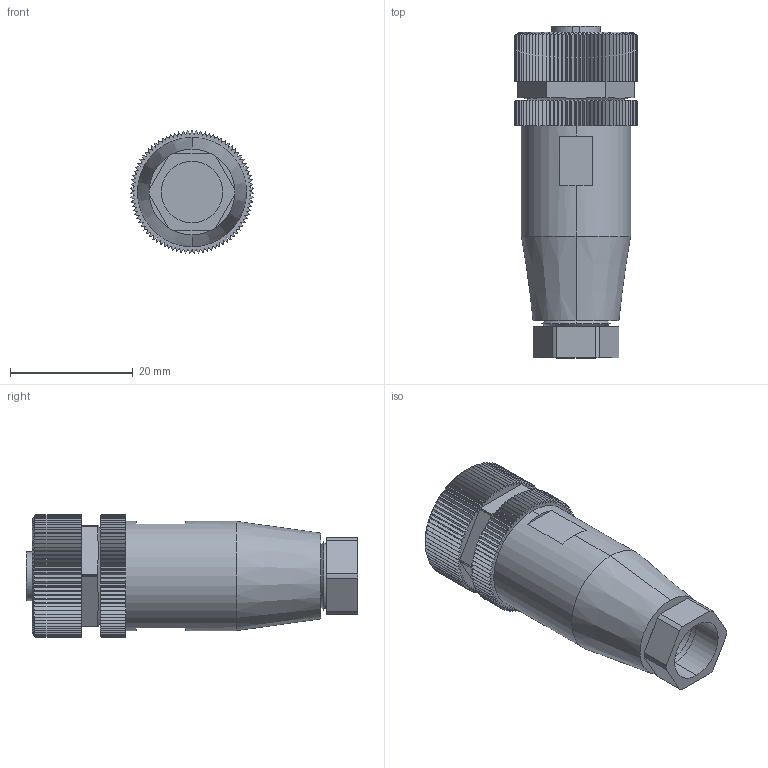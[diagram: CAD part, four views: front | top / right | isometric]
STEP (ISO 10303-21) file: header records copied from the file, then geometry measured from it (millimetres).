
FILE_DESCRIPTION (( 'STEP AP214' ), '1' );
FILE_NAME ('7000-12961-0000000.step', '2016-05-09T18:48:48', ( '' ), ( '' ), 'SwSTEP 2.0', 'SolidWorks 2015', '' );
FILE_SCHEMA (( 'AUTOMOTIVE_DESIGN' ));
Length unit declared in the file: millimetre
Products named in the file (1): 7000-12961-0000000
Bounding box: 20 x 54 x 19.99 mm (x, y, z)
Volume: 10915.3 mm3; surface area: 5765.8 mm2
Topology: 1 solids, 1 shells, 797 faces, 2340 edges, 1558 vertices
Faces by surface type: plane 411, cylinder 202, cone 184
Entity records: 30899 total; most frequent: CARTESIAN_POINT 5768, ORIENTED_EDGE 4680, DIRECTION 4186, EDGE_CURVE 2340, VERTEX_POINT 1558, AXIS2_PLACEMENT_3D 1404, LINE 1378, VECTOR 1378
